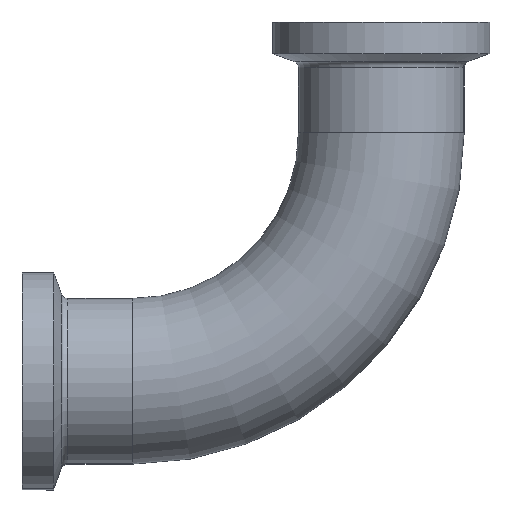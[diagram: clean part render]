
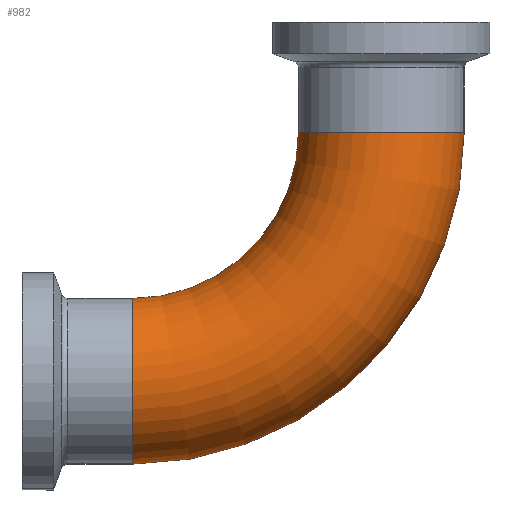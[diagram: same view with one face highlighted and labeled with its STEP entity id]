
A CAD part, front view. The second image highlights one B-rep face of the part: STEP entity #982.
In plain terms, the highlighted toroidal (fillet/blend) face has major radius 28.6 mm and minor radius 9.525 mm.
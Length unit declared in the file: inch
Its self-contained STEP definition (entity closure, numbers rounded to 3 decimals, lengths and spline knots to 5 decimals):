
#10 = DIRECTION ( 'NONE',  ( 0., 0., -1. ) ) ;
#19 = DIRECTION ( 'NONE',  ( 0., 0., -1. ) ) ;
#21 = DIRECTION ( 'NONE',  ( 0., -1., 0. ) ) ;
#32 = CARTESIAN_POINT ( 'NONE',  ( 0., 0., 0. ) ) ;
#84 = DIRECTION ( 'NONE',  ( 0., -1., 0. ) ) ;
#114 = FACE_OUTER_BOUND ( 'NONE', #959, .T. ) ;
#151 = ORIENTED_EDGE ( 'NONE', *, *, #633, .T. ) ;
#158 = CARTESIAN_POINT ( 'NONE',  ( 1.12598, 0., 0. ) ) ;
#172 = CIRCLE ( 'NONE', #492, 0.75098 ) ;
#177 = ORIENTED_EDGE ( 'NONE', *, *, #686, .F. ) ;
#232 = ORIENTED_EDGE ( 'NONE', *, *, #379, .T. ) ;
#241 = AXIS2_PLACEMENT_3D ( 'NONE', #32, #478, #10 ) ;
#253 = CARTESIAN_POINT ( 'NONE',  ( 0., 0., -1.12598 ) ) ;
#284 = CARTESIAN_POINT ( 'NONE',  ( 0., 0., -1.50098 ) ) ;
#356 = AXIS2_PLACEMENT_3D ( 'NONE', #792, #21, #19 ) ;
#379 = EDGE_CURVE ( 'NONE', #425, #845, #939, .T. ) ;
#422 = CARTESIAN_POINT ( 'NONE',  ( 1.50098, 0., 0. ) ) ;
#425 = VERTEX_POINT ( 'NONE', #284 ) ;
#478 = DIRECTION ( 'NONE',  ( 0., -1., 0. ) ) ;
#492 = AXIS2_PLACEMENT_3D ( 'NONE', #949, #84, #613 ) ;
#496 = AXIS2_PLACEMENT_3D ( 'NONE', #253, #869, #929 ) ;
#508 = AXIS2_PLACEMENT_3D ( 'NONE', #158, #558, #615 ) ;
#529 = CARTESIAN_POINT ( 'NONE',  ( 0., 0., -0.75098 ) ) ;
#558 = DIRECTION ( 'NONE',  ( 0., 0., 1. ) ) ;
#571 = CIRCLE ( 'NONE', #508, 0.375 ) ;
#592 = TOROIDAL_SURFACE ( 'NONE', #356, 1.12598, 0.375 ) ;
#613 = DIRECTION ( 'NONE',  ( 0., 0., -1. ) ) ;
#615 = DIRECTION ( 'NONE',  ( 1., 0., 0. ) ) ;
#630 = VERTEX_POINT ( 'NONE', #529 ) ;
#633 = EDGE_CURVE ( 'NONE', #630, #425, #937, .T. ) ;
#686 = EDGE_CURVE ( 'NONE', #630, #826, #172, .T. ) ;
#704 = EDGE_CURVE ( 'NONE', #826, #845, #571, .T. ) ;
#792 = CARTESIAN_POINT ( 'NONE',  ( 0., 0., 0. ) ) ;
#809 = CARTESIAN_POINT ( 'NONE',  ( 0.75098, 0., 0. ) ) ;
#826 = VERTEX_POINT ( 'NONE', #809 ) ;
#845 = VERTEX_POINT ( 'NONE', #422 ) ;
#869 = DIRECTION ( 'NONE',  ( 1., 0., 0. ) ) ;
#929 = DIRECTION ( 'NONE',  ( 0., 0., -1. ) ) ;
#937 = CIRCLE ( 'NONE', #496, 0.375 ) ;
#939 = CIRCLE ( 'NONE', #241, 1.50098 ) ;
#941 = ORIENTED_EDGE ( 'NONE', *, *, #704, .F. ) ;
#949 = CARTESIAN_POINT ( 'NONE',  ( 0., 0., 0. ) ) ;
#959 = EDGE_LOOP ( 'NONE', ( #151, #232, #941, #177 ) ) ;
#982 = ADVANCED_FACE ( 'NONE', ( #114 ), #592, .T. ) ;
